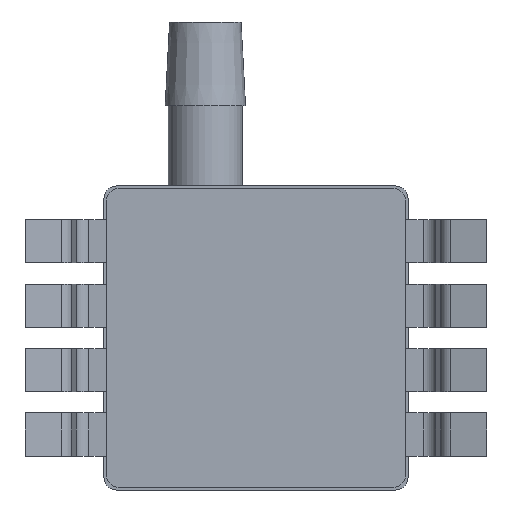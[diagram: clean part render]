
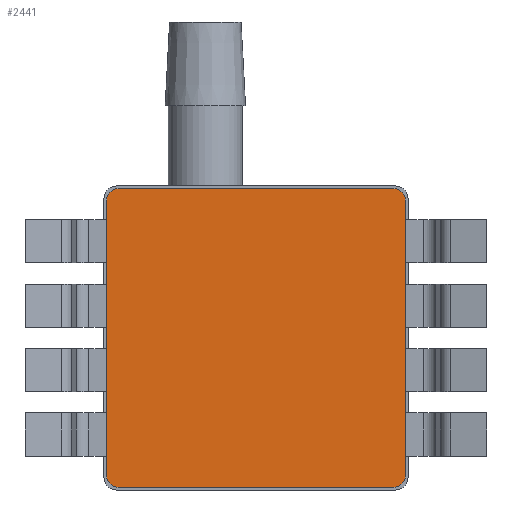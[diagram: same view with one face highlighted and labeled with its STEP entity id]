
A CAD part, front view. The second image highlights one B-rep face of the part: STEP entity #2441.
In plain terms, the highlighted planar face has unit normal (0, -1, 0).
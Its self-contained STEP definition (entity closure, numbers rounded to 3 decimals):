
#27 = CARTESIAN_POINT ( 'NONE',  ( -11.9, 0., -0.6 ) ) ;
#31 = CARTESIAN_POINT ( 'NONE',  ( -0.1, 0., -11.4 ) ) ;
#35 = CARTESIAN_POINT ( 'NONE',  ( -0.1, 0., -0.6 ) ) ;
#69 = CARTESIAN_POINT ( 'NONE',  ( -0.6, 0., -0.1 ) ) ;
#232 = EDGE_LOOP ( 'NONE', ( #1004, #1049, #1057, #958, #1017, #1044, #1060, #967 ) ) ;
#602 = EDGE_CURVE ( 'NONE', #2864, #3440, #4090, .T. ) ;
#653 = EDGE_CURVE ( 'NONE', #3395, #3422, #4067, .T. ) ;
#655 = EDGE_CURVE ( 'NONE', #2823, #2614, #4062, .T. ) ;
#662 = EDGE_CURVE ( 'NONE', #2919, #3365, #4060, .T. ) ;
#699 = EDGE_CURVE ( 'NONE', #3422, #2864, #3166, .T. ) ;
#705 = EDGE_CURVE ( 'NONE', #2614, #2919, #3143, .T. ) ;
#709 = EDGE_CURVE ( 'NONE', #3440, #2823, #3134, .T. ) ;
#958 = ORIENTED_EDGE ( 'NONE', *, *, #653, .T. ) ;
#967 = ORIENTED_EDGE ( 'NONE', *, *, #655, .T. ) ;
#1004 = ORIENTED_EDGE ( 'NONE', *, *, #705, .T. ) ;
#1017 = ORIENTED_EDGE ( 'NONE', *, *, #699, .T. ) ;
#1044 = ORIENTED_EDGE ( 'NONE', *, *, #602, .T. ) ;
#1049 = ORIENTED_EDGE ( 'NONE', *, *, #662, .T. ) ;
#1057 = ORIENTED_EDGE ( 'NONE', *, *, #2340, .T. ) ;
#1060 = ORIENTED_EDGE ( 'NONE', *, *, #709, .T. ) ;
#1507 = DIRECTION ( 'NONE',  ( 0., 0., 1. ) ) ;
#1508 = LINE ( 'NONE', #1510, #3610 ) ;
#1510 = CARTESIAN_POINT ( 'NONE',  ( -0.1, 0., -11.9 ) ) ;
#1609 = CARTESIAN_POINT ( 'NONE',  ( 0., 0., -12. ) ) ;
#1621 = DIRECTION ( 'NONE',  ( 0., 1., 0. ) ) ;
#1622 = PLANE ( 'NONE',  #3459 ) ;
#1632 = DIRECTION ( 'NONE',  ( 0., 0., 1. ) ) ;
#1636 = FACE_OUTER_BOUND ( 'NONE', #232, .T. ) ;
#2155 = CARTESIAN_POINT ( 'NONE',  ( -11.9, 0., -11.4 ) ) ;
#2160 = CARTESIAN_POINT ( 'NONE',  ( -11.4, 0., -11.9 ) ) ;
#2177 = CARTESIAN_POINT ( 'NONE',  ( -11.4, 0., -0.1 ) ) ;
#2196 = CARTESIAN_POINT ( 'NONE',  ( -0.6, 0., -11.9 ) ) ;
#2340 = EDGE_CURVE ( 'NONE', #3365, #3395, #1508, .T. ) ;
#2441 = ADVANCED_FACE ( 'NONE', ( #1636 ), #1622, .F. ) ;
#2614 = VERTEX_POINT ( 'NONE', #2160 ) ;
#2823 = VERTEX_POINT ( 'NONE', #2155 ) ;
#2864 = VERTEX_POINT ( 'NONE', #2177 ) ;
#2919 = VERTEX_POINT ( 'NONE', #2196 ) ;
#3123 = DIRECTION ( 'NONE',  ( 0., 0., -1. ) ) ;
#3126 = CARTESIAN_POINT ( 'NONE',  ( -11.9, 0., -0.1 ) ) ;
#3134 = LINE ( 'NONE', #3126, #4028 ) ;
#3135 = DIRECTION ( 'NONE',  ( 1., 0., 0. ) ) ;
#3137 = CARTESIAN_POINT ( 'NONE',  ( -11.9, 0., -11.9 ) ) ;
#3142 = DIRECTION ( 'NONE',  ( -1., 0., 0. ) ) ;
#3143 = LINE ( 'NONE', #3137, #4030 ) ;
#3153 = CARTESIAN_POINT ( 'NONE',  ( -0.1, 0., -0.1 ) ) ;
#3166 = LINE ( 'NONE', #3153, #4034 ) ;
#3211 = DIRECTION ( 'NONE',  ( 0., 0., 1. ) ) ;
#3213 = DIRECTION ( 'NONE',  ( 0., -1., 0. ) ) ;
#3214 = CARTESIAN_POINT ( 'NONE',  ( -0.6, 0., -11.4 ) ) ;
#3226 = DIRECTION ( 'NONE',  ( 0., 0., 1. ) ) ;
#3228 = DIRECTION ( 'NONE',  ( 0., -1., 0. ) ) ;
#3229 = CARTESIAN_POINT ( 'NONE',  ( -11.4, 0., -11.4 ) ) ;
#3231 = DIRECTION ( 'NONE',  ( 0., 0., 1. ) ) ;
#3232 = DIRECTION ( 'NONE',  ( 0., -1., 0. ) ) ;
#3234 = CARTESIAN_POINT ( 'NONE',  ( -0.6, 0., -0.6 ) ) ;
#3293 = DIRECTION ( 'NONE',  ( 0., 0., 1. ) ) ;
#3294 = DIRECTION ( 'NONE',  ( 0., -1., 0. ) ) ;
#3295 = CARTESIAN_POINT ( 'NONE',  ( -11.4, 0., -0.6 ) ) ;
#3365 = VERTEX_POINT ( 'NONE', #31 ) ;
#3395 = VERTEX_POINT ( 'NONE', #35 ) ;
#3422 = VERTEX_POINT ( 'NONE', #69 ) ;
#3440 = VERTEX_POINT ( 'NONE', #27 ) ;
#3459 = AXIS2_PLACEMENT_3D ( 'NONE', #1609, #1621, #1632 ) ;
#3610 = VECTOR ( 'NONE', #1507, 1000. ) ;
#4028 = VECTOR ( 'NONE', #3123, 1000. ) ;
#4030 = VECTOR ( 'NONE', #3135, 1000. ) ;
#4034 = VECTOR ( 'NONE', #3142, 1000. ) ;
#4053 = AXIS2_PLACEMENT_3D ( 'NONE', #3214, #3213, #3211 ) ;
#4059 = AXIS2_PLACEMENT_3D ( 'NONE', #3229, #3228, #3226 ) ;
#4060 = CIRCLE ( 'NONE', #4053, 0.5 ) ;
#4061 = AXIS2_PLACEMENT_3D ( 'NONE', #3234, #3232, #3231 ) ;
#4062 = CIRCLE ( 'NONE', #4059, 0.5 ) ;
#4067 = CIRCLE ( 'NONE', #4061, 0.5 ) ;
#4088 = AXIS2_PLACEMENT_3D ( 'NONE', #3295, #3294, #3293 ) ;
#4090 = CIRCLE ( 'NONE', #4088, 0.5 ) ;
